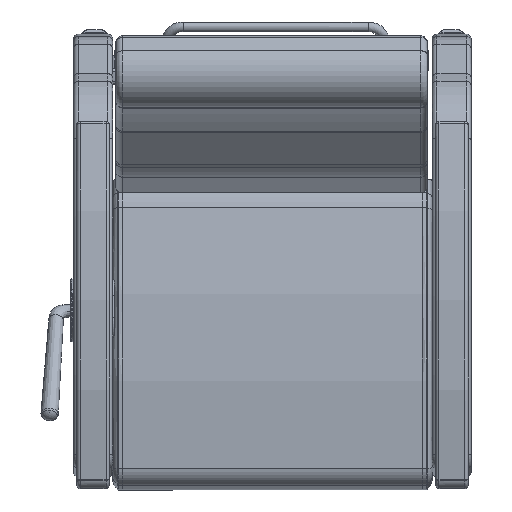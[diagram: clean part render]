
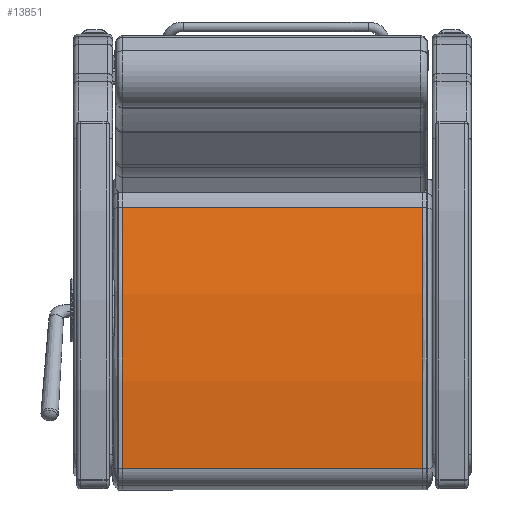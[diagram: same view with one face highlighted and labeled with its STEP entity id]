
A CAD part, front view. The second image highlights one B-rep face of the part: STEP entity #13851.
In plain terms, the highlighted free-form (B-spline) face has degree [1, 2] with [2, 3] control points.
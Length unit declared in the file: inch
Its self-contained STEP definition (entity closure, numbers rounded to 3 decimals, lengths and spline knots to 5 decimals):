
#288=(
BOUNDED_SURFACE()
B_SPLINE_SURFACE(1,2,((#22812,#22813,#22814),(#22815,#22816,#22817)),
 .UNSPECIFIED.,.F.,.F.,.F.)
B_SPLINE_SURFACE_WITH_KNOTS((2,2),(3,3),(-0.19254,0.19254),
(1.36178,1.69928),.UNSPECIFIED.)
GEOMETRIC_REPRESENTATION_ITEM()
RATIONAL_B_SPLINE_SURFACE(((1.,0.986,1.),(1.,0.986,
1.)))
REPRESENTATION_ITEM('')
SURFACE()
);
#316=ELLIPSE('',#15067,60.05357,60.);
#328=ELLIPSE('',#15109,60.05357,60.);
#1368=FACE_OUTER_BOUND('',#2286,.T.);
#2286=EDGE_LOOP('',(#9717,#9718,#9719,#9720));
#3304=LINE('',#22811,#4214);
#3305=LINE('',#22818,#4215);
#4214=VECTOR('',#17354,0.3937);
#4215=VECTOR('',#17355,0.3937);
#6008=VERTEX_POINT('',#21984);
#6009=VERTEX_POINT('',#22007);
#6049=VERTEX_POINT('',#22224);
#6050=VERTEX_POINT('',#22247);
#7324=EDGE_CURVE('',#6009,#6008,#316,.T.);
#7383=EDGE_CURVE('',#6050,#6049,#328,.T.);
#7463=EDGE_CURVE('',#6008,#6050,#3304,.T.);
#7464=EDGE_CURVE('',#6009,#6049,#3305,.T.);
#9717=ORIENTED_EDGE('',*,*,#7324,.F.);
#9718=ORIENTED_EDGE('',*,*,#7464,.T.);
#9719=ORIENTED_EDGE('',*,*,#7383,.F.);
#9720=ORIENTED_EDGE('',*,*,#7463,.F.);
#13851=ADVANCED_FACE('',(#1368),#288,.F.);
#15067=AXIS2_PLACEMENT_3D('',#22009,#17107,#17108);
#15109=AXIS2_PLACEMENT_3D('',#22249,#17216,#17217);
#17107=DIRECTION('center_axis',(0.,0.,-1.));
#17108=DIRECTION('ref_axis',(1.,0.,0.));
#17216=DIRECTION('center_axis',(0.,0.,1.));
#17217=DIRECTION('ref_axis',(1.,0.,0.));
#17354=DIRECTION('',(0.,0.,1.));
#17355=DIRECTION('',(0.,0.,1.));
#21984=CARTESIAN_POINT('',(10.1114,0.44486,-11.5625));
#22007=CARTESIAN_POINT('',(-10.04459,1.25621,-11.5625));
#22009=CARTESIAN_POINT('Origin',(-2.34979,-58.24922,-11.5625));
#22224=CARTESIAN_POINT('',(-10.04459,1.25621,11.5625));
#22247=CARTESIAN_POINT('',(10.1114,0.44486,11.5625));
#22249=CARTESIAN_POINT('Origin',(-2.34979,-58.24922,11.5625));
#22811=CARTESIAN_POINT('',(10.1114,0.44486,0.));
#22812=CARTESIAN_POINT('Ctrl Pts',(10.1114,0.44486,-11.5625));
#22813=CARTESIAN_POINT('Ctrl Pts',(0.10258,2.56602,-11.5625));
#22814=CARTESIAN_POINT('Ctrl Pts',(-10.04459,1.25621,-11.5625));
#22815=CARTESIAN_POINT('Ctrl Pts',(10.1114,0.44486,11.5625));
#22816=CARTESIAN_POINT('Ctrl Pts',(0.10258,2.56602,11.5625));
#22817=CARTESIAN_POINT('Ctrl Pts',(-10.04459,1.25621,11.5625));
#22818=CARTESIAN_POINT('',(-10.04459,1.25621,0.));
